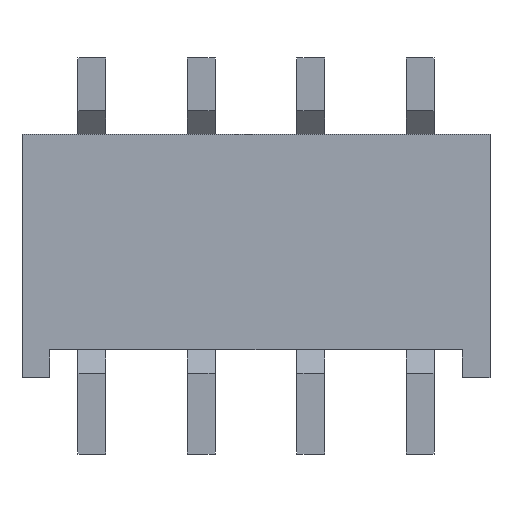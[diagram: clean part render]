
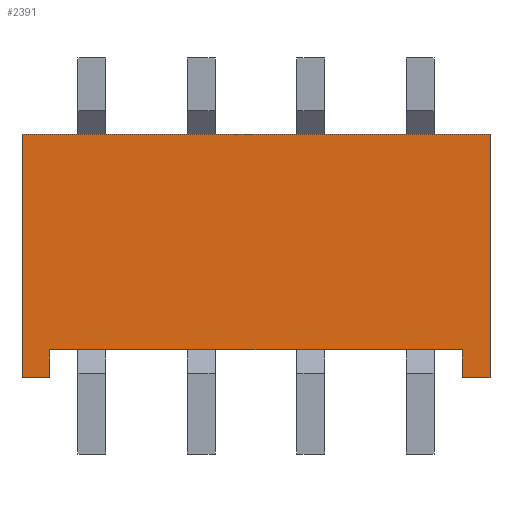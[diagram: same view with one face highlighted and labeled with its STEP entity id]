
A CAD part, front view. The second image highlights one B-rep face of the part: STEP entity #2391.
In plain terms, the highlighted planar face has unit normal (0, -1, 0).
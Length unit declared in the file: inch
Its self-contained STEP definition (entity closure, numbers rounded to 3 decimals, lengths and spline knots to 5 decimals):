
#171=ORIENTED_EDGE('',*,*,#826,.F.);
#172=ORIENTED_EDGE('',*,*,#751,.T.);
#173=ORIENTED_EDGE('',*,*,#733,.F.);
#174=ORIENTED_EDGE('',*,*,#744,.F.);
#175=ORIENTED_EDGE('',*,*,#815,.F.);
#176=ORIENTED_EDGE('',*,*,#738,.F.);
#177=ORIENTED_EDGE('',*,*,#725,.F.);
#178=ORIENTED_EDGE('',*,*,#758,.F.);
#725=EDGE_CURVE('',#1069,#1070,#1293,.T.);
#733=EDGE_CURVE('',#1077,#1078,#1301,.T.);
#738=EDGE_CURVE('',#1070,#1081,#1306,.T.);
#744=EDGE_CURVE('',#1085,#1077,#1312,.T.);
#751=EDGE_CURVE('',#1090,#1078,#1319,.T.);
#758=EDGE_CURVE('',#1094,#1069,#1326,.T.);
#815=EDGE_CURVE('',#1081,#1085,#1383,.T.);
#826=EDGE_CURVE('',#1090,#1094,#1394,.T.);
#1069=VERTEX_POINT('',#3252);
#1070=VERTEX_POINT('',#3254);
#1077=VERTEX_POINT('',#3270);
#1078=VERTEX_POINT('',#3272);
#1081=VERTEX_POINT('',#3281);
#1085=VERTEX_POINT('',#3291);
#1090=VERTEX_POINT('',#3306);
#1094=VERTEX_POINT('',#3318);
#1293=LINE('',#3253,#1637);
#1301=LINE('',#3271,#1645);
#1306=LINE('',#3280,#1650);
#1312=LINE('',#3292,#1656);
#1319=LINE('',#3305,#1663);
#1326=LINE('',#3319,#1670);
#1383=LINE('',#3433,#1727);
#1394=LINE('',#3454,#1738);
#1637=VECTOR('',#2651,39.37008);
#1645=VECTOR('',#2663,39.37008);
#1650=VECTOR('',#2670,39.37008);
#1656=VECTOR('',#2678,39.37008);
#1663=VECTOR('',#2689,39.37008);
#1670=VECTOR('',#2700,39.37008);
#1727=VECTOR('',#2791,39.37008);
#1738=VECTOR('',#2806,39.37008);
#2007=EDGE_LOOP('',(#171,#172,#173,#174,#175,#176,#177,#178));
#2139=FACE_BOUND('',#2007,.T.);
#2267=PLANE('',#2541);
#2391=ADVANCED_FACE('',(#2139),#2267,.F.);
#2541=AXIS2_PLACEMENT_3D('',#3453,#2804,#2805);
#2651=DIRECTION('',(-1.,0.,0.));
#2663=DIRECTION('',(-1.,0.,0.));
#2670=DIRECTION('',(0.,0.,1.));
#2678=DIRECTION('',(0.,0.,-1.));
#2689=DIRECTION('',(0.,0.,-1.));
#2700=DIRECTION('',(0.,0.,-1.));
#2791=DIRECTION('',(1.,0.,0.));
#2804=DIRECTION('',(0.,1.,0.));
#2805=DIRECTION('',(0.,0.,1.));
#2806=DIRECTION('',(-1.,0.,0.));
#3252=CARTESIAN_POINT('',(-0.1484,0.,-0.175));
#3253=CARTESIAN_POINT('',(0.1684,0.,-0.175));
#3254=CARTESIAN_POINT('',(-0.1684,0.,-0.175));
#3270=CARTESIAN_POINT('',(0.1684,0.,-0.175));
#3271=CARTESIAN_POINT('',(0.1684,0.,-0.175));
#3272=CARTESIAN_POINT('',(0.1484,0.,-0.175));
#3280=CARTESIAN_POINT('',(-0.1684,0.,-0.175));
#3281=CARTESIAN_POINT('',(-0.1684,0.,0.));
#3291=CARTESIAN_POINT('',(0.1684,0.,0.));
#3292=CARTESIAN_POINT('',(0.1684,0.,0.));
#3305=CARTESIAN_POINT('',(0.1484,0.,-0.155));
#3306=CARTESIAN_POINT('',(0.1484,0.,-0.155));
#3318=CARTESIAN_POINT('',(-0.1484,0.,-0.155));
#3319=CARTESIAN_POINT('',(-0.1484,0.,-0.155));
#3433=CARTESIAN_POINT('',(-0.1684,0.,0.));
#3453=CARTESIAN_POINT('',(0.,0.,0.));
#3454=CARTESIAN_POINT('',(0.1484,0.,-0.155));
